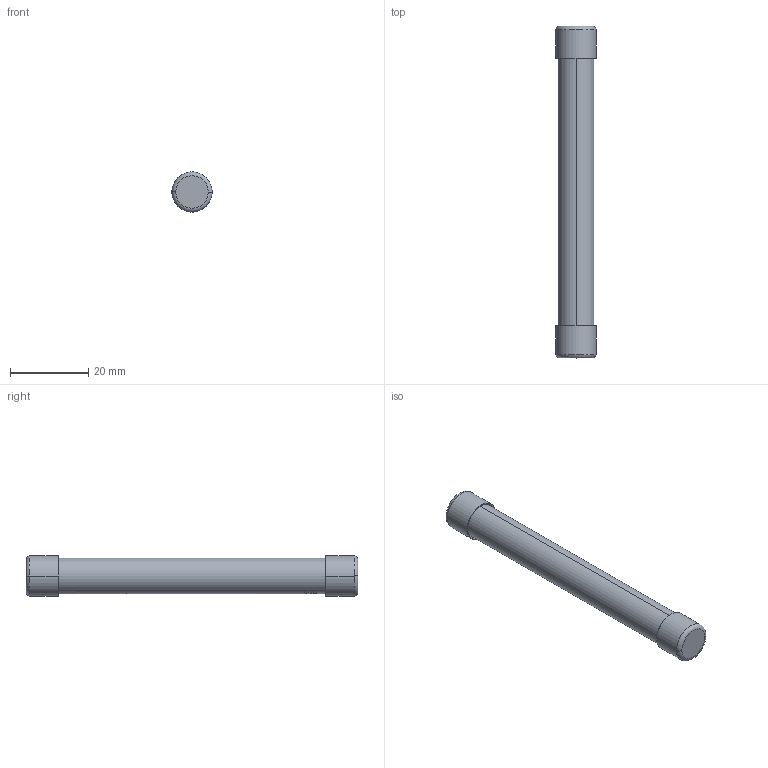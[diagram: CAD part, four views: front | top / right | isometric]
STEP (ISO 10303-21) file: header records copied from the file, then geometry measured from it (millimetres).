
FILE_DESCRIPTION((''),'2;1');
FILE_NAME('002625200_CH10X85_GPV_2A_1500V__ASM','2022-01-05T07:31:08',('marketing.praksa'),('Audax d.o.o.'),'CREO PARAMETRIC BY PTC INC, 2021304','CREO PARAMETRIC BY PTC INC, 2021304','');
FILE_SCHEMA(('AP242_MANAGED_MODEL_BASED_3D_ENGINEERING_MIM_LF { 1 0 10303 442 1 1 4 }'));
Length unit declared in the file: millimetre
Products named in the file (8): 0000011142_1_1_1_1_1_1; BODY_1_1; PRT9552_1_1_1_1; PRT9552_1_2_1_1; PRT9552_1_3_1_1; PRT9552_1_ASM_1_ASM_1_ASM; 0000029067_ASM_1_ASM_1_ASM_1_1__ASM; 002625200_CH10X85_GPV_2A_1500V__ASM
Assembly tree (8 placements, depth 4):
  002625200_CH10X85_GPV_2A_1500V__ASM
    0000029067_ASM_1_ASM_1_ASM_1_1__ASM
      0000011142_1_1_1_1_1_1
      BODY_1_1
      PRT9552_1_ASM_1_ASM_1_ASM
        PRT9552_1_1_1_1
        PRT9552_1_2_1_1
        PRT9552_1_3_1_1
    0000011142_1_1_1_1_1_1
Bounding box: 10.3 x 85 x 10.3 mm (x, y, z)
Volume: 5722.4 mm3; surface area: 3765 mm2
Topology: 6 solids, 6 shells, 147 faces, 391 edges, 260 vertices
Faces by surface type: plane 62, cylinder 61, torus 20, cone 4
Entity records: 6407 total; most frequent: CARTESIAN_POINT 1218, ORIENTED_EDGE 726, DIRECTION 662, PRESENTATION_STYLE_ASSIGNMENT 368, STYLED_ITEM 368, CURVE_STYLE 363, EDGE_CURVE 363, PRESENTATION_LAYER_ASSIGNMENT 288
